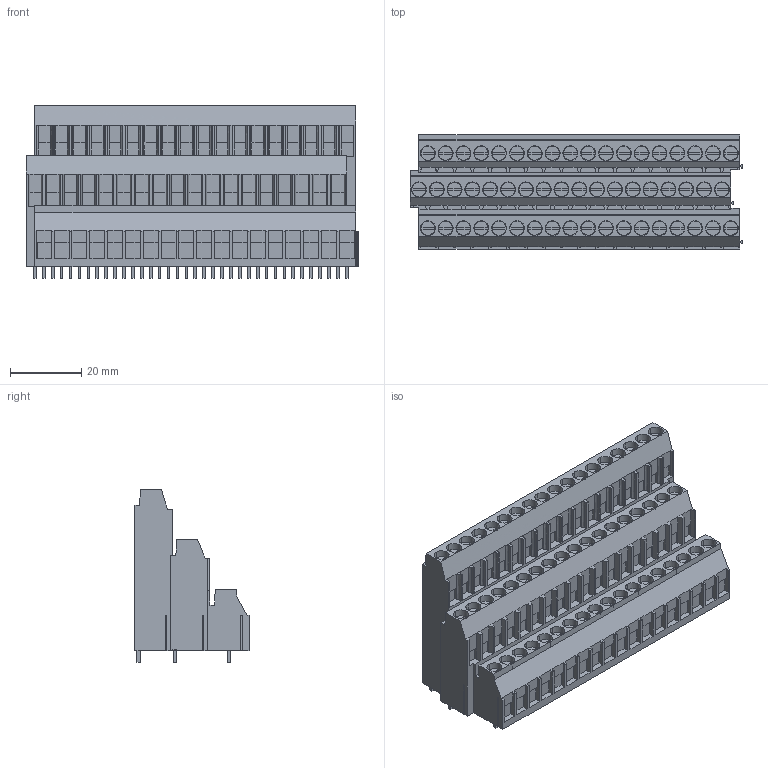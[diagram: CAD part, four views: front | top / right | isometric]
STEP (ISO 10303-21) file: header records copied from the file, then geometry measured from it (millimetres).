
FILE_DESCRIPTION(('CATIA V5 STEP','CAx-IF Rec.Pracs.--- Model Styling and Organization---1.4--- 2014-01-23'),'2;1');
FILE_NAME ('D1461021_1', '2024-03-19T08:32:56+00:00', ('none'), ('Weidmueller'), 'CATIA Version 5-6 Release 2016 SP3 HF44', 'CATIA V5 STEP AP214', 'none');
FILE_SCHEMA(('AUTOMOTIVE_DESIGN { 1 0 10303 214 1 1 1 1 }'));
Length unit declared in the file: millimetre
Products named in the file (1): 1978990000
Bounding box: 93.15 x 32 x 48.47 mm (x, y, z)
Volume: 78360.5 mm3; surface area: 24631 mm2
Topology: 109 solids, 109 shells, 1533 faces, 3919 edges, 2659 vertices
Faces by surface type: plane 1249, cylinder 249, extrusion 35
Entity records: 42461 total; most frequent: CARTESIAN_POINT 9313, ORIENTED_EDGE 7838, DIRECTION 4834, EDGE_CURVE 3919, VECTOR 3003, LINE 2968, VERTEX_POINT 2659, EDGE_LOOP 1588
